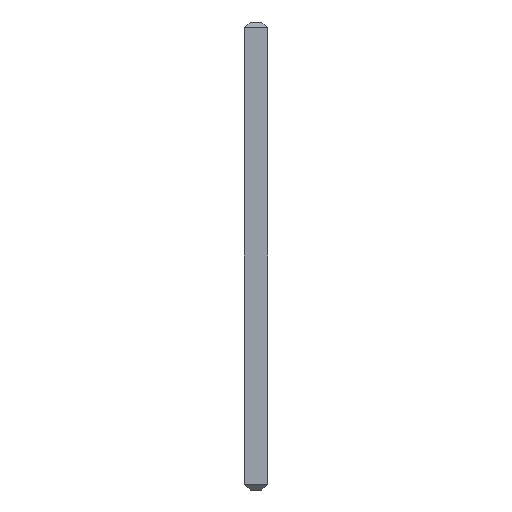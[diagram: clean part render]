
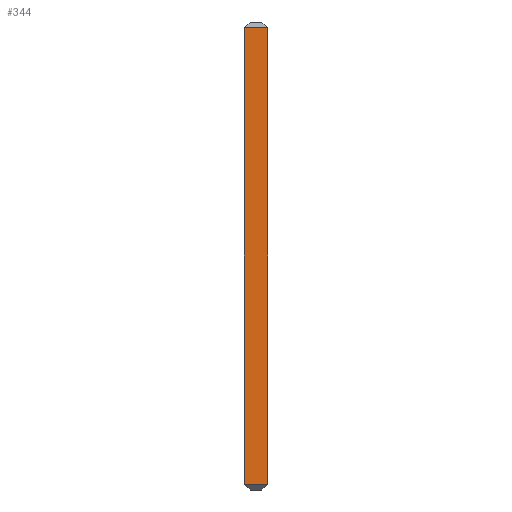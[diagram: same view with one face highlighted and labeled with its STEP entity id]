
A CAD part, front view. The second image highlights one B-rep face of the part: STEP entity #344.
In plain terms, the highlighted planar face has unit normal (0, -1, 0).
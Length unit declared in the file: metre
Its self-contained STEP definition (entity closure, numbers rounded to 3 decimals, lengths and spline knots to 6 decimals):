
#344=ADVANCED_FACE('1:30073',(#806),#807,.F.);
#806=FACE_OUTER_BOUND('',#1416,.T.);
#807=PLANE('',#1417);
#1416=EDGE_LOOP('',(#2750,#2751,#2752,#2753));
#1417=AXIS2_PLACEMENT_3D('',#2754,#2755,#2756);
#2750=ORIENTED_EDGE('',*,*,#4106,.F.);
#2751=ORIENTED_EDGE('',*,*,#4105,.T.);
#2752=ORIENTED_EDGE('',*,*,#4107,.T.);
#2753=ORIENTED_EDGE('',*,*,#4108,.F.);
#2754=CARTESIAN_POINT('',(-0.0002,-0.0256,-0.0023));
#2755=DIRECTION('',(-0.0,1.0,0.0));
#2756=DIRECTION('',(1.0,0.0,0.0));
#4105=EDGE_CURVE('0:3712',#4876,#4868,#4882,.T.);
#4106=EDGE_CURVE('1:30140',#4876,#4883,#4884,.T.);
#4107=EDGE_CURVE('1:30160',#4868,#4885,#4886,.T.);
#4108=EDGE_CURVE('0:4216',#4883,#4885,#4887,.T.);
#4868=VERTEX_POINT('',#6074);
#4876=VERTEX_POINT('',#6087);
#4882=LINE('',#6097,#6098);
#4883=VERTEX_POINT('',#6099);
#4884=LINE('',#6100,#6101);
#4885=VERTEX_POINT('',#6102);
#4886=LINE('',#6103,#6104);
#4887=LINE('',#6105,#6106);
#6074=CARTESIAN_POINT('',(0.0002,-0.0256,-0.004));
#6087=CARTESIAN_POINT('',(-0.0002,-0.0256,-0.004));
#6097=CARTESIAN_POINT('',(-0.0002,-0.0256,-0.004));
#6098=VECTOR('',#7150,0.001);
#6099=CARTESIAN_POINT('',(-0.0002,-0.0256,0.0039));
#6100=CARTESIAN_POINT('',(-0.0002,-0.0256,-0.0023));
#6101=VECTOR('',#7151,0.001);
#6102=CARTESIAN_POINT('',(0.0002,-0.0256,0.0039));
#6103=CARTESIAN_POINT('',(0.0002,-0.0256,-0.0023));
#6104=VECTOR('',#7152,0.001);
#6105=CARTESIAN_POINT('',(-0.0002,-0.0256,0.0039));
#6106=VECTOR('',#7153,0.001);
#7150=DIRECTION('',(1.0,0.0,0.0));
#7151=DIRECTION('',(0.0,0.0,1.0));
#7152=DIRECTION('',(0.0,0.0,1.0));
#7153=DIRECTION('',(1.0,0.0,0.0));
